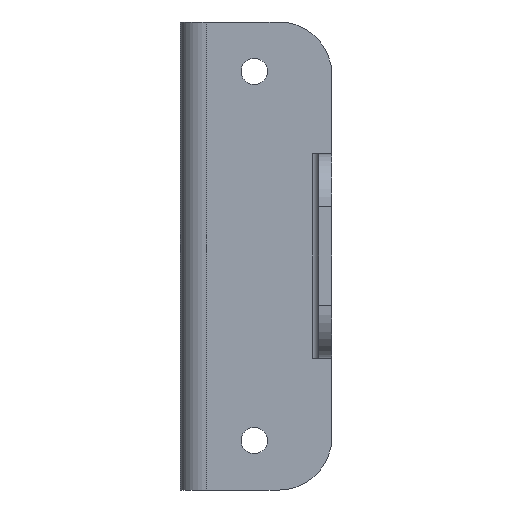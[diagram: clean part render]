
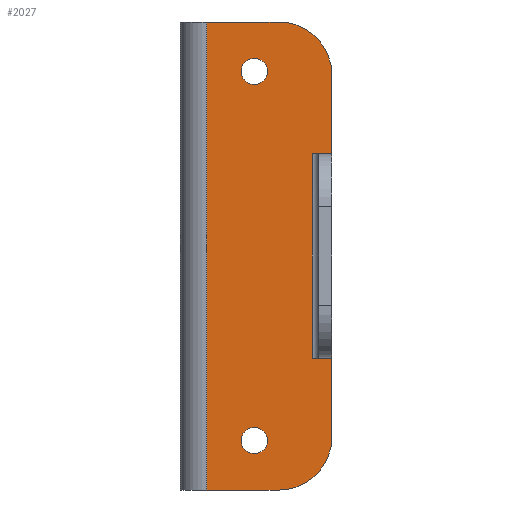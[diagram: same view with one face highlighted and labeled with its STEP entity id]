
A CAD part, left-side view. The second image highlights one B-rep face of the part: STEP entity #2027.
In plain terms, the highlighted planar face has unit normal (-1, 0, 0).
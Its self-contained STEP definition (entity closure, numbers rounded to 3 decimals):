
#505=DIRECTION('',(0.,-1.,0.));
#506=VECTOR('',#505,11.);
#507=CARTESIAN_POINT('',(174.,-254.5,888.));
#508=LINE('',#507,#506);
#837=DIRECTION('',(0.,1.,0.));
#838=VECTOR('',#837,11.);
#839=CARTESIAN_POINT('',(174.,-265.5,959.));
#840=LINE('',#839,#838);
#960=DIRECTION('',(0.,-1.,0.));
#961=VECTOR('',#960,3.);
#962=CARTESIAN_POINT('',(174.,-270.5,908.));
#963=LINE('',#962,#961);
#967=DIRECTION('',(0.,0.,-1.));
#968=VECTOR('',#967,12.);
#969=CARTESIAN_POINT('',(174.,-273.5,908.));
#970=LINE('',#969,#968);
#974=CARTESIAN_POINT('',(174.,-265.5,896.));
#975=DIRECTION('',(1.,0.,0.));
#976=DIRECTION('',(0.,-1.,0.));
#977=AXIS2_PLACEMENT_3D('',#974,#975,#976);
#982=CARTESIAN_POINT('',(174.,-265.5,951.));
#983=DIRECTION('',(1.,0.,0.));
#984=DIRECTION('',(0.,0.,1.));
#985=AXIS2_PLACEMENT_3D('',#982,#983,#984);
#990=DIRECTION('',(0.,0.,-1.));
#991=VECTOR('',#990,12.);
#992=CARTESIAN_POINT('',(174.,-273.5,951.));
#993=LINE('',#992,#991);
#997=DIRECTION('',(0.,1.,0.));
#998=VECTOR('',#997,3.);
#999=CARTESIAN_POINT('',(174.,-273.5,939.));
#1000=LINE('',#999,#998);
#1004=CARTESIAN_POINT('',(174.,-261.75,951.5));
#1005=DIRECTION('',(-1.,0.,0.));
#1006=DIRECTION('',(0.,-1.,0.));
#1007=AXIS2_PLACEMENT_3D('',#1004,#1005,#1006);
#1012=CARTESIAN_POINT('',(174.,-261.75,951.5));
#1013=DIRECTION('',(-1.,0.,0.));
#1014=DIRECTION('',(0.,1.,0.));
#1015=AXIS2_PLACEMENT_3D('',#1012,#1013,#1014);
#1020=CARTESIAN_POINT('',(174.,-261.75,895.5));
#1021=DIRECTION('',(-1.,0.,0.));
#1022=DIRECTION('',(0.,-1.,0.));
#1023=AXIS2_PLACEMENT_3D('',#1020,#1021,#1022);
#1028=CARTESIAN_POINT('',(174.,-261.75,895.5));
#1029=DIRECTION('',(-1.,0.,0.));
#1030=DIRECTION('',(0.,1.,0.));
#1031=AXIS2_PLACEMENT_3D('',#1028,#1029,#1030);
#1043=DIRECTION('',(0.,0.,1.));
#1044=VECTOR('',#1043,31.);
#1045=CARTESIAN_POINT('',(174.,-270.5,908.));
#1046=LINE('',#1045,#1044);
#1235=DIRECTION('',(0.,0.,-1.));
#1236=VECTOR('',#1235,71.);
#1237=CARTESIAN_POINT('',(174.,-254.5,959.));
#1238=LINE('',#1237,#1236);
#1445=CARTESIAN_POINT('',(174.,-254.5,888.));
#1446=VERTEX_POINT('',#1445);
#1447=CARTESIAN_POINT('',(174.,-265.5,888.));
#1448=VERTEX_POINT('',#1447);
#1495=CARTESIAN_POINT('',(174.,-265.5,959.));
#1496=VERTEX_POINT('',#1495);
#1497=CARTESIAN_POINT('',(174.,-254.5,959.));
#1498=VERTEX_POINT('',#1497);
#1513=CARTESIAN_POINT('',(174.,-273.5,896.));
#1514=VERTEX_POINT('',#1513);
#1515=CARTESIAN_POINT('',(174.,-270.5,908.));
#1516=CARTESIAN_POINT('',(174.,-270.5,939.));
#1517=VERTEX_POINT('',#1515);
#1518=VERTEX_POINT('',#1516);
#1519=CARTESIAN_POINT('',(174.,-273.5,908.));
#1520=VERTEX_POINT('',#1519);
#1521=CARTESIAN_POINT('',(174.,-273.5,951.));
#1522=VERTEX_POINT('',#1521);
#1523=CARTESIAN_POINT('',(174.,-273.5,939.));
#1524=VERTEX_POINT('',#1523);
#1525=CARTESIAN_POINT('',(174.,-263.75,951.5));
#1526=CARTESIAN_POINT('',(174.,-259.75,951.5));
#1527=VERTEX_POINT('',#1525);
#1528=VERTEX_POINT('',#1526);
#1529=CARTESIAN_POINT('',(174.,-263.75,895.5));
#1530=CARTESIAN_POINT('',(174.,-259.75,895.5));
#1531=VERTEX_POINT('',#1529);
#1532=VERTEX_POINT('',#1530);
#1991=CARTESIAN_POINT('',(174.,-273.5,888.));
#1992=DIRECTION('',(-1.,0.,0.));
#1993=DIRECTION('',(0.,0.,1.));
#1994=AXIS2_PLACEMENT_3D('',#1991,#1992,#1993);
#1995=PLANE('',#1994);
#1997=ORIENTED_EDGE('',*,*,#1996,.F.);
#1999=ORIENTED_EDGE('',*,*,#1998,.T.);
#2001=ORIENTED_EDGE('',*,*,#2000,.T.);
#2002=ORIENTED_EDGE('',*,*,#1984,.T.);
#2003=ORIENTED_EDGE('',*,*,#1682,.F.);
#2005=ORIENTED_EDGE('',*,*,#2004,.F.);
#2006=ORIENTED_EDGE('',*,*,#1901,.F.);
#2008=ORIENTED_EDGE('',*,*,#2007,.T.);
#2010=ORIENTED_EDGE('',*,*,#2009,.T.);
#2012=ORIENTED_EDGE('',*,*,#2011,.T.);
#2013=EDGE_LOOP('',(#1997,#1999,#2001,#2002,#2003,#2005,#2006,#2008,#2010,
#2012));
#2014=FACE_OUTER_BOUND('',#2013,.F.);
#2016=ORIENTED_EDGE('',*,*,#2015,.T.);
#2018=ORIENTED_EDGE('',*,*,#2017,.T.);
#2019=EDGE_LOOP('',(#2016,#2018));
#2020=FACE_BOUND('',#2019,.F.);
#2022=ORIENTED_EDGE('',*,*,#2021,.T.);
#2024=ORIENTED_EDGE('',*,*,#2023,.T.);
#2025=EDGE_LOOP('',(#2022,#2024));
#2026=FACE_BOUND('',#2025,.F.);
#978=CIRCLE('',#977,8.);
#986=CIRCLE('',#985,8.);
#1008=CIRCLE('',#1007,2.);
#1016=CIRCLE('',#1015,2.);
#1024=CIRCLE('',#1023,2.);
#1032=CIRCLE('',#1031,2.);
#1682=EDGE_CURVE('',#1446,#1448,#508,.T.);
#1901=EDGE_CURVE('',#1496,#1498,#840,.T.);
#1984=EDGE_CURVE('',#1514,#1448,#978,.T.);
#1996=EDGE_CURVE('',#1517,#1518,#1046,.T.);
#1998=EDGE_CURVE('',#1517,#1520,#963,.T.);
#2000=EDGE_CURVE('',#1520,#1514,#970,.T.);
#2004=EDGE_CURVE('',#1498,#1446,#1238,.T.);
#2007=EDGE_CURVE('',#1496,#1522,#986,.T.);
#2009=EDGE_CURVE('',#1522,#1524,#993,.T.);
#2011=EDGE_CURVE('',#1524,#1518,#1000,.T.);
#2015=EDGE_CURVE('',#1527,#1528,#1008,.T.);
#2017=EDGE_CURVE('',#1528,#1527,#1016,.T.);
#2021=EDGE_CURVE('',#1531,#1532,#1024,.T.);
#2023=EDGE_CURVE('',#1532,#1531,#1032,.T.);
#2027=ADVANCED_FACE('',(#2014,#2020,#2026),#1995,.T.);
